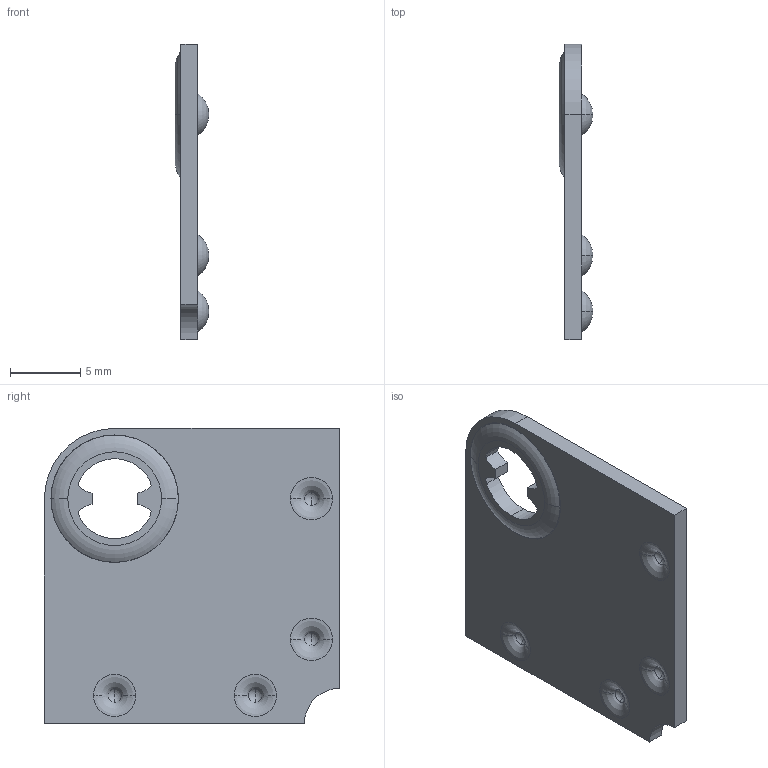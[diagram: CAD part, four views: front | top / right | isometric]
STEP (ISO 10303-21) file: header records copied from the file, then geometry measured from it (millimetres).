
FILE_DESCRIPTION(('Open CASCADE Model'),'2;1');
FILE_NAME('Open CASCADE Shape Model','2021-04-08T10:47:34',('Author'),( 'Open CASCADE'),'Open CASCADE STEP processor 7.4','Open CASCADE 7.4' ,'Unknown');
FILE_SCHEMA(('CONFIG_CONTROL_DESIGN'));
Length unit declared in the file: millimetre
Products named in the file (1): 9503-0121-12_D2-535-300-190___1 92
Bounding box: 2.4 x 21 x 21 mm (x, y, z)
Volume: 500.3 mm3; surface area: 954.9 mm2
Topology: 1 solids, 1 shells, 63 faces, 175 edges, 108 vertices
Faces by surface type: torus 24, sphere 16, plane 14, cylinder 9
Entity records: 4686 total; most frequent: CARTESIAN_POINT 1385, DIRECTION 663, ORIENTED_EDGE 318, PCURVE 318, DEFINITIONAL_REPRESENTATION 318, LINE 281, VECTOR 281, AXIS2_PLACEMENT_3D 180
